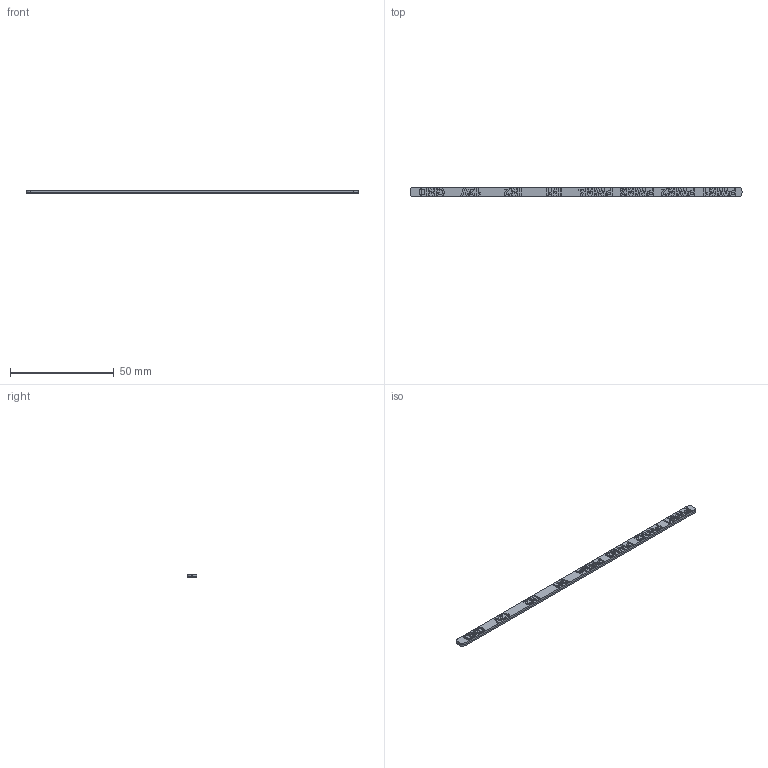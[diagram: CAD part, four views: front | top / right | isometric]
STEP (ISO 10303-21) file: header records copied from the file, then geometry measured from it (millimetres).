
FILE_DESCRIPTION(('STEP AP214'), '1');
FILE_NAME('PWM panel', '', ('UNSPECIFIED'), ('UNSPECIFIED'), 'C3D Converter', 'C3D Toolkit', '');
FILE_SCHEMA(('AUTOMOTIVE_DESIGN { 1 0 10303 214 3 1 1}'));
Length unit declared in the file: millimetre
Bounding box: 159.8 x 4.8 x 1.8 mm (x, y, z)
Volume: 1148.6 mm3; surface area: 3798.9 mm2
Topology: 8 solids, 8 shells, 440 faces, 1272 edges, 848 vertices
Faces by surface type: plane 261, extrusion 171, cylinder 8
Entity records: 18228 total; most frequent: CARTESIAN_POINT 3587, ORIENTED_EDGE 2544, DIRECTION 1657, EDGE_CURVE 1272, VECTOR 1085, LINE 914, VERTEX_POINT 848, B_SPLINE_CURVE_WITH_KNOTS 513
